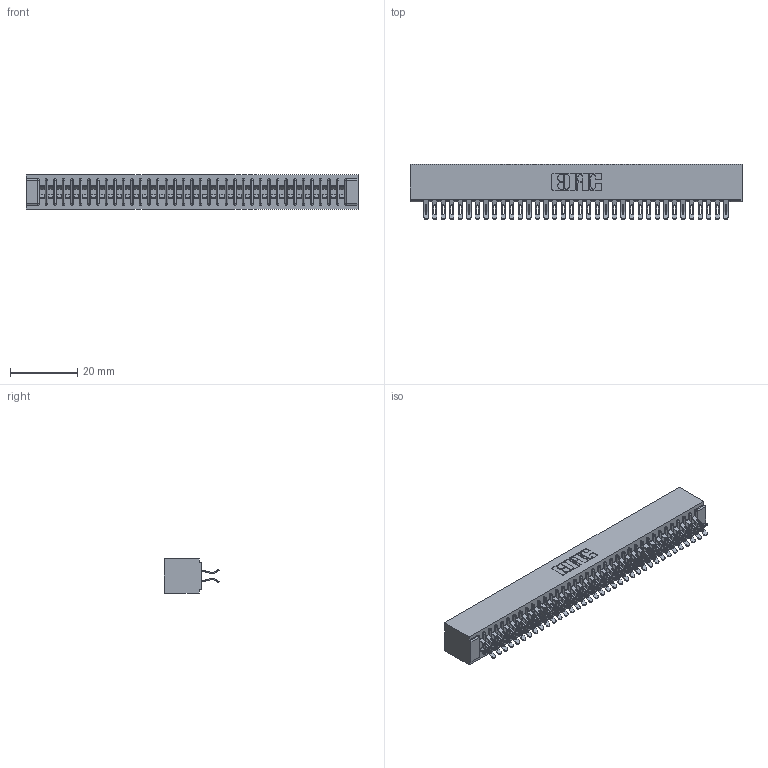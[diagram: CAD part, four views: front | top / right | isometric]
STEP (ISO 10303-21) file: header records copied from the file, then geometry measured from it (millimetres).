
FILE_DESCRIPTION (( 'STEP AP203' ), '1' );
FILE_NAME ('341-072-555-201.STEP', '2018-08-07T20:01:38', ( '' ), ( '' ), 'SwSTEP 2.0', 'SolidWorks 2016', '' );
FILE_SCHEMA (( 'CONFIG_CONTROL_DESIGN' ));
Length unit declared in the file: inch
Products named in the file (3): 341 Part_No Mounting Lugs; 341-292-001_341-292-155; 341-072-555-201
Assembly tree (73 placements, depth 2):
  341-072-555-201
    341 Part_No Mounting Lugs
    341-292-001_341-292-155  x72
Bounding box: 98.42 x 16.31 x 10.16 mm (x, y, z)
Volume: 7590.3 mm3; surface area: 14534.1 mm2
Topology: 73 solids, 73 shells, 5724 faces, 17104 edges, 11134 vertices
Faces by surface type: plane 3088, cylinder 2492, sphere 74, torus 70
Entity records: 44559 total; most frequent: CARTESIAN_POINT 7422, ORIENTED_EDGE 7364, DIRECTION 7196, EDGE_CURVE 3682, LINE 2956, VECTOR 2956, VERTEX_POINT 2330, AXIS2_PLACEMENT_3D 2120
